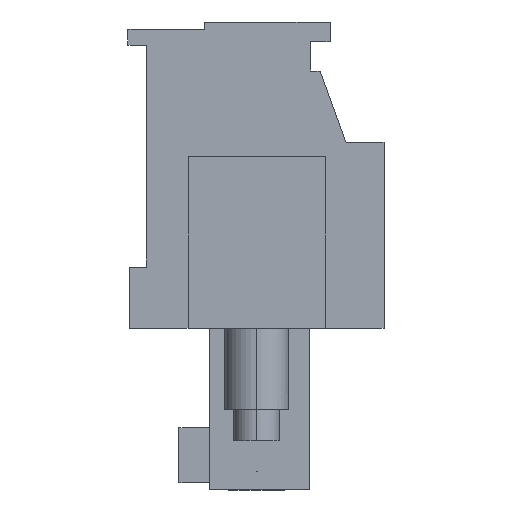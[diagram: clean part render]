
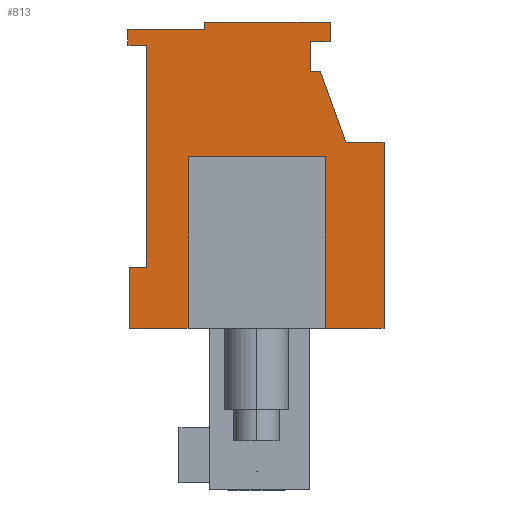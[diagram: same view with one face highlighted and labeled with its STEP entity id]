
A CAD part, left-side view. The second image highlights one B-rep face of the part: STEP entity #813.
In plain terms, the highlighted planar face has unit normal (-1, 0, 0).
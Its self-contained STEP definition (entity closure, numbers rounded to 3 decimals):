
#665=AXIS2_PLACEMENT_3D('Plane Axis2P3D',#662,#663,#664) ;
#42=CARTESIAN_POINT('Vertex',(4.8,3.,18.3)) ;
#45=CARTESIAN_POINT('Line Origine',(4.8,3.,17.7)) ;
#49=CARTESIAN_POINT('Vertex',(4.8,3.,17.1)) ;
#76=CARTESIAN_POINT('Line Origine',(4.8,2.6,18.3)) ;
#80=CARTESIAN_POINT('Vertex',(4.8,2.2,18.3)) ;
#662=CARTESIAN_POINT('Axis2P3D Location',(4.8,5.2,6.6)) ;
#667=CARTESIAN_POINT('Line Origine',(4.8,1.2,6.6)) ;
#671=CARTESIAN_POINT('Vertex',(4.8,0.,6.6)) ;
#673=CARTESIAN_POINT('Vertex',(4.8,2.4,6.6)) ;
#676=CARTESIAN_POINT('Line Origine',(4.8,0.,10.4)) ;
#680=CARTESIAN_POINT('Vertex',(4.8,0.,14.2)) ;
#683=CARTESIAN_POINT('Line Origine',(4.8,0.775,14.2)) ;
#687=CARTESIAN_POINT('Vertex',(4.8,1.55,14.2)) ;
#690=CARTESIAN_POINT('Line Origine',(4.8,2.078,15.65)) ;
#694=CARTESIAN_POINT('Vertex',(4.8,2.606,17.1)) ;
#697=CARTESIAN_POINT('Line Origine',(4.8,2.803,17.1)) ;
#702=CARTESIAN_POINT('Line Origine',(4.8,2.2,18.7)) ;
#706=CARTESIAN_POINT('Vertex',(4.8,2.2,19.1)) ;
#709=CARTESIAN_POINT('Line Origine',(4.8,4.76,19.1)) ;
#713=CARTESIAN_POINT('Vertex',(4.8,7.32,19.1)) ;
#716=CARTESIAN_POINT('Line Origine',(4.8,7.32,18.95)) ;
#720=CARTESIAN_POINT('Vertex',(4.8,7.32,18.8)) ;
#723=CARTESIAN_POINT('Line Origine',(4.8,8.885,18.8)) ;
#727=CARTESIAN_POINT('Vertex',(4.8,10.45,18.8)) ;
#730=CARTESIAN_POINT('Line Origine',(4.8,10.45,18.475)) ;
#734=CARTESIAN_POINT('Vertex',(4.8,10.45,18.15)) ;
#737=CARTESIAN_POINT('Line Origine',(4.8,10.075,18.15)) ;
#741=CARTESIAN_POINT('Vertex',(4.8,9.7,18.15)) ;
#744=CARTESIAN_POINT('Line Origine',(4.8,9.7,13.625)) ;
#748=CARTESIAN_POINT('Vertex',(4.8,9.7,9.1)) ;
#751=CARTESIAN_POINT('Line Origine',(4.8,10.05,9.1)) ;
#755=CARTESIAN_POINT('Vertex',(4.8,10.4,9.1)) ;
#758=CARTESIAN_POINT('Line Origine',(4.8,10.4,7.85)) ;
#762=CARTESIAN_POINT('Vertex',(4.8,10.4,6.6)) ;
#765=CARTESIAN_POINT('Line Origine',(4.8,9.2,6.6)) ;
#769=CARTESIAN_POINT('Vertex',(4.8,8.,6.6)) ;
#772=CARTESIAN_POINT('Line Origine',(4.8,8.,10.1)) ;
#776=CARTESIAN_POINT('Vertex',(4.8,8.,13.6)) ;
#779=CARTESIAN_POINT('Line Origine',(4.8,5.2,13.6)) ;
#783=CARTESIAN_POINT('Vertex',(4.8,2.4,13.6)) ;
#786=CARTESIAN_POINT('Line Origine',(4.8,2.4,10.1)) ;
#46=DIRECTION('Vector Direction',(0.,0.,1.)) ;
#77=DIRECTION('Vector Direction',(0.,1.,0.)) ;
#663=DIRECTION('Axis2P3D Direction',(-1.,0.,0.)) ;
#664=DIRECTION('Axis2P3D XDirection',(0.,-1.,0.)) ;
#668=DIRECTION('Vector Direction',(0.,1.,0.)) ;
#677=DIRECTION('Vector Direction',(0.,0.,-1.)) ;
#684=DIRECTION('Vector Direction',(0.,1.,0.)) ;
#691=DIRECTION('Vector Direction',(0.,0.342,0.94)) ;
#698=DIRECTION('Vector Direction',(0.,1.,0.)) ;
#703=DIRECTION('Vector Direction',(0.,0.,1.)) ;
#710=DIRECTION('Vector Direction',(0.,1.,0.)) ;
#717=DIRECTION('Vector Direction',(0.,0.,1.)) ;
#724=DIRECTION('Vector Direction',(0.,1.,0.)) ;
#731=DIRECTION('Vector Direction',(0.,0.,-1.)) ;
#738=DIRECTION('Vector Direction',(0.,-1.,0.)) ;
#745=DIRECTION('Vector Direction',(0.,0.,-1.)) ;
#752=DIRECTION('Vector Direction',(0.,-1.,0.)) ;
#759=DIRECTION('Vector Direction',(0.,0.,1.)) ;
#766=DIRECTION('Vector Direction',(0.,1.,0.)) ;
#773=DIRECTION('Vector Direction',(0.,0.,-1.)) ;
#780=DIRECTION('Vector Direction',(0.,-1.,0.)) ;
#787=DIRECTION('Vector Direction',(0.,0.,-1.)) ;
#47=VECTOR('Line Direction',#46,1.) ;
#78=VECTOR('Line Direction',#77,1.) ;
#669=VECTOR('Line Direction',#668,1.) ;
#678=VECTOR('Line Direction',#677,1.) ;
#685=VECTOR('Line Direction',#684,1.) ;
#692=VECTOR('Line Direction',#691,1.) ;
#699=VECTOR('Line Direction',#698,1.) ;
#704=VECTOR('Line Direction',#703,1.) ;
#711=VECTOR('Line Direction',#710,1.) ;
#718=VECTOR('Line Direction',#717,1.) ;
#725=VECTOR('Line Direction',#724,1.) ;
#732=VECTOR('Line Direction',#731,1.) ;
#739=VECTOR('Line Direction',#738,1.) ;
#746=VECTOR('Line Direction',#745,1.) ;
#753=VECTOR('Line Direction',#752,1.) ;
#760=VECTOR('Line Direction',#759,1.) ;
#767=VECTOR('Line Direction',#766,1.) ;
#774=VECTOR('Line Direction',#773,1.) ;
#781=VECTOR('Line Direction',#780,1.) ;
#788=VECTOR('Line Direction',#787,1.) ;
#792=ORIENTED_EDGE('',*,*,#675,.F.) ;
#793=ORIENTED_EDGE('',*,*,#682,.F.) ;
#794=ORIENTED_EDGE('',*,*,#689,.T.) ;
#795=ORIENTED_EDGE('',*,*,#696,.T.) ;
#796=ORIENTED_EDGE('',*,*,#701,.T.) ;
#797=ORIENTED_EDGE('',*,*,#51,.T.) ;
#798=ORIENTED_EDGE('',*,*,#82,.F.) ;
#799=ORIENTED_EDGE('',*,*,#708,.T.) ;
#800=ORIENTED_EDGE('',*,*,#715,.T.) ;
#801=ORIENTED_EDGE('',*,*,#722,.F.) ;
#802=ORIENTED_EDGE('',*,*,#729,.T.) ;
#803=ORIENTED_EDGE('',*,*,#736,.T.) ;
#804=ORIENTED_EDGE('',*,*,#743,.T.) ;
#805=ORIENTED_EDGE('',*,*,#750,.T.) ;
#806=ORIENTED_EDGE('',*,*,#757,.F.) ;
#807=ORIENTED_EDGE('',*,*,#764,.F.) ;
#808=ORIENTED_EDGE('',*,*,#771,.F.) ;
#809=ORIENTED_EDGE('',*,*,#778,.F.) ;
#810=ORIENTED_EDGE('',*,*,#785,.T.) ;
#811=ORIENTED_EDGE('',*,*,#790,.T.) ;
#813=ADVANCED_FACE('HOUSING',(#812),#666,.T.) ;
#51=EDGE_CURVE('',#50,#43,#48,.T.) ;
#82=EDGE_CURVE('',#81,#43,#79,.T.) ;
#675=EDGE_CURVE('',#672,#674,#670,.T.) ;
#682=EDGE_CURVE('',#681,#672,#679,.T.) ;
#689=EDGE_CURVE('',#681,#688,#686,.T.) ;
#696=EDGE_CURVE('',#688,#695,#693,.T.) ;
#701=EDGE_CURVE('',#695,#50,#700,.T.) ;
#708=EDGE_CURVE('',#81,#707,#705,.T.) ;
#715=EDGE_CURVE('',#707,#714,#712,.T.) ;
#722=EDGE_CURVE('',#721,#714,#719,.T.) ;
#729=EDGE_CURVE('',#721,#728,#726,.T.) ;
#736=EDGE_CURVE('',#728,#735,#733,.T.) ;
#743=EDGE_CURVE('',#735,#742,#740,.T.) ;
#750=EDGE_CURVE('',#742,#749,#747,.T.) ;
#757=EDGE_CURVE('',#756,#749,#754,.T.) ;
#764=EDGE_CURVE('',#763,#756,#761,.T.) ;
#771=EDGE_CURVE('',#770,#763,#768,.T.) ;
#778=EDGE_CURVE('',#777,#770,#775,.T.) ;
#785=EDGE_CURVE('',#777,#784,#782,.T.) ;
#790=EDGE_CURVE('',#784,#674,#789,.T.) ;
#791=EDGE_LOOP('',(#792,#793,#794,#795,#796,#797,#798,#799,#800,#801,#802,#803,#804,#805,#806,#807,#808,#809,#810,#811)) ;
#812=FACE_OUTER_BOUND('',#791,.T.) ;
#48=LINE('Line',#45,#47) ;
#79=LINE('Line',#76,#78) ;
#670=LINE('Line',#667,#669) ;
#679=LINE('Line',#676,#678) ;
#686=LINE('Line',#683,#685) ;
#693=LINE('Line',#690,#692) ;
#700=LINE('Line',#697,#699) ;
#705=LINE('Line',#702,#704) ;
#712=LINE('Line',#709,#711) ;
#719=LINE('Line',#716,#718) ;
#726=LINE('Line',#723,#725) ;
#733=LINE('Line',#730,#732) ;
#740=LINE('Line',#737,#739) ;
#747=LINE('Line',#744,#746) ;
#754=LINE('Line',#751,#753) ;
#761=LINE('Line',#758,#760) ;
#768=LINE('Line',#765,#767) ;
#775=LINE('Line',#772,#774) ;
#782=LINE('Line',#779,#781) ;
#789=LINE('Line',#786,#788) ;
#666=PLANE('',#665) ;
#43=VERTEX_POINT('',#42) ;
#50=VERTEX_POINT('',#49) ;
#81=VERTEX_POINT('',#80) ;
#672=VERTEX_POINT('',#671) ;
#674=VERTEX_POINT('',#673) ;
#681=VERTEX_POINT('',#680) ;
#688=VERTEX_POINT('',#687) ;
#695=VERTEX_POINT('',#694) ;
#707=VERTEX_POINT('',#706) ;
#714=VERTEX_POINT('',#713) ;
#721=VERTEX_POINT('',#720) ;
#728=VERTEX_POINT('',#727) ;
#735=VERTEX_POINT('',#734) ;
#742=VERTEX_POINT('',#741) ;
#749=VERTEX_POINT('',#748) ;
#756=VERTEX_POINT('',#755) ;
#763=VERTEX_POINT('',#762) ;
#770=VERTEX_POINT('',#769) ;
#777=VERTEX_POINT('',#776) ;
#784=VERTEX_POINT('',#783) ;
